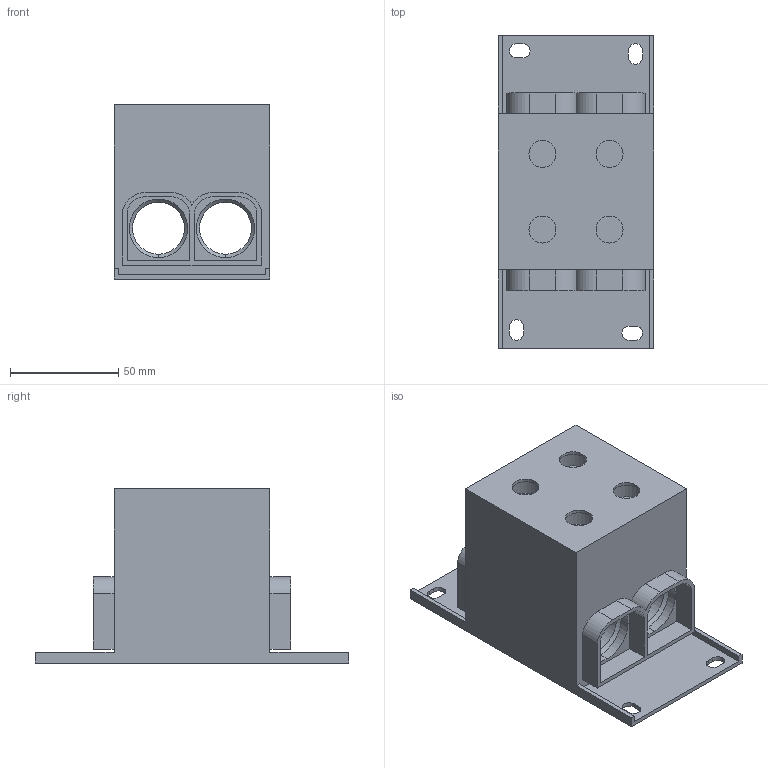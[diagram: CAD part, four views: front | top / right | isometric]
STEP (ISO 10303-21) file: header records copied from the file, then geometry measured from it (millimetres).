
FILE_DESCRIPTION (( 'STEP AP203' ), '1' );
FILE_NAME ('38059.step', '2024-07-23T19:30:08', ( '' ), ( '' ), 'SwSTEP 2.0', 'SolidWorks 2023', '' );
FILE_SCHEMA (( 'CONFIG_CONTROL_DESIGN' ));
Length unit declared in the file: inch
Products named in the file (1): 38059
Bounding box: 72 x 145 x 80.5 mm (x, y, z)
Volume: 354784.6 mm3; surface area: 66477.8 mm2
Topology: 1 solids, 1 shells, 130 faces, 326 edges, 212 vertices
Faces by surface type: plane 66, cylinder 56, cone 8
Entity records: 3997 total; most frequent: DIRECTION 700, CARTESIAN_POINT 669, ORIENTED_EDGE 652, EDGE_CURVE 326, AXIS2_PLACEMENT_3D 243, LINE 214, VECTOR 214, VERTEX_POINT 212
